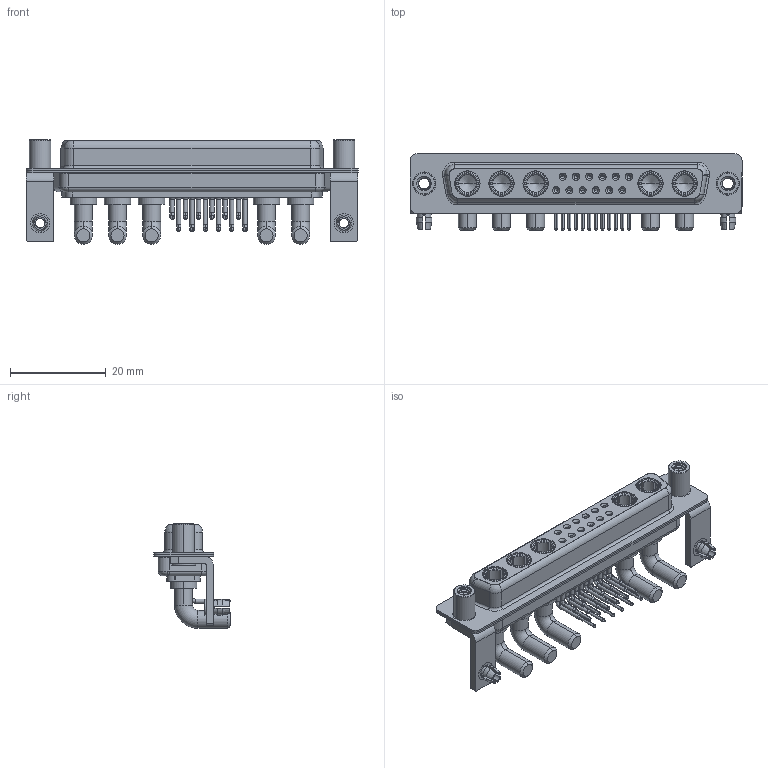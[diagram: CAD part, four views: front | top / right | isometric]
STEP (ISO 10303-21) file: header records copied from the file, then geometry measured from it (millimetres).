
FILE_DESCRIPTION (( 'STEP AP203' ), '1' );
FILE_NAME ('630-17W5640-4N5.STEP', '2022-06-06T22:51:42', ( '' ), ( '' ), 'SwSTEP 2.0', 'SolidWorks 2020', '' );
FILE_SCHEMA (( 'CONFIG_CONTROL_DESIGN' ));
Length unit declared in the file: millimetre
Products named in the file (10): 630Combo Threaded Standoff_5; 630Combo Shell Front_37 Contacts; 630-17W5640-4N5; 630Combo Stabilizer Bracket; 630Combo Shell Rear_37 Contacts; 630Combo Housing_17W5; 630Combo Board Lock; 630Combo Contact Row 2; Power Socket_40A RA; 630Combo Contact Row 1
Assembly tree (26 placements, depth 2):
  630-17W5640-4N5
    630Combo Housing_17W5
    630Combo Shell Front_37 Contacts
    630Combo Shell Rear_37 Contacts
    630Combo Stabilizer Bracket  x2
    630Combo Board Lock  x2
    630Combo Threaded Standoff_5  x2
    Power Socket_40A RA  x5
    630Combo Contact Row 1  x6
    630Combo Contact Row 2  x6
Bounding box: 69.4 x 16 x 21.88 mm (x, y, z)
Volume: 6471 mm3; surface area: 13727.5 mm2
Topology: 31 solids, 31 shells, 1485 faces, 3819 edges, 2430 vertices
Faces by surface type: cylinder 630, plane 462, cone 247, torus 87, bspline 59
Entity records: 23673 total; most frequent: CARTESIAN_POINT 5885, DIRECTION 3648, ORIENTED_EDGE 3276, EDGE_CURVE 1638, AXIS2_PLACEMENT_3D 1492, VERTEX_POINT 1049, CIRCLE 805, EDGE_LOOP 785
